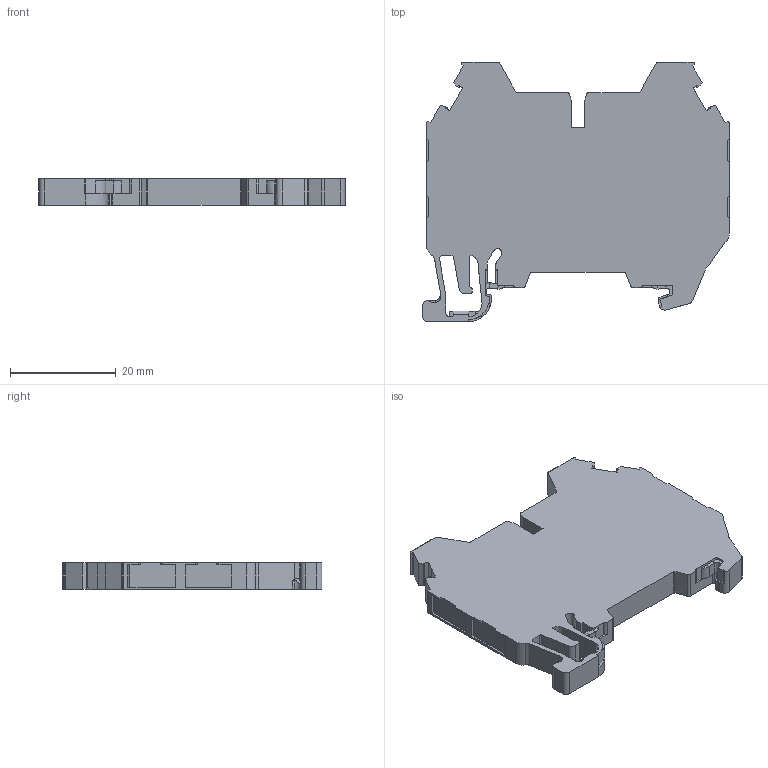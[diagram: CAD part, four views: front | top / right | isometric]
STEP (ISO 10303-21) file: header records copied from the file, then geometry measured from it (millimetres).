
FILE_DESCRIPTION (( 'STEP AP214' ), '1' );
FILE_NAME ('334220_AVK 2,5CCT.STP', '2015-08-06T13:54:00', ( '' ), ( '' ), 'SwSTEP 2.0', 'SolidWorks 2015', '' );
FILE_SCHEMA (( 'AUTOMOTIVE_DESIGN' ));
Length unit declared in the file: millimetre
Products named in the file (1): 334220_AVK 2,5CCT
Bounding box: 57.83 x 49.05 x 5 mm (x, y, z)
Volume: 10264.1 mm3; surface area: 5784.2 mm2
Topology: 1 solids, 1 shells, 331 faces, 946 edges, 622 vertices
Faces by surface type: plane 223, cylinder 108
Entity records: 12153 total; most frequent: CARTESIAN_POINT 1934, ORIENTED_EDGE 1892, DIRECTION 1838, EDGE_CURVE 946, VECTOR 706, LINE 706, VERTEX_POINT 622, AXIS2_PLACEMENT_3D 566
